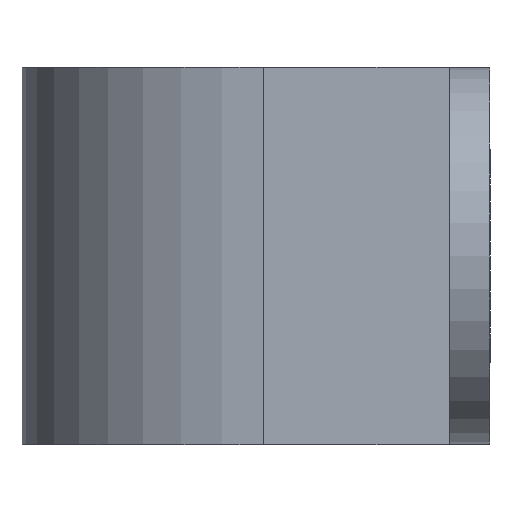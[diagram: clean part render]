
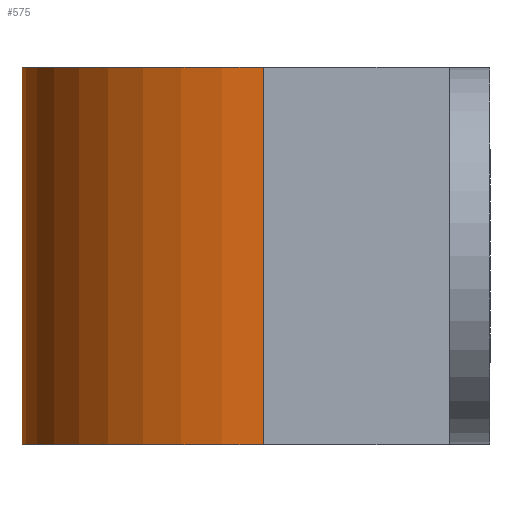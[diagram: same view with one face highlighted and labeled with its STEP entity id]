
A CAD part, left-side view. The second image highlights one B-rep face of the part: STEP entity #575.
In plain terms, the highlighted cylindrical face has radius 9.6 mm (diameter 19.2 mm), a partial arc.
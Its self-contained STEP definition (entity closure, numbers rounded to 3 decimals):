
#22 = CIRCLE ( 'NONE', #895, 9.6 ) ;
#80 = EDGE_CURVE ( 'NONE', #609, #830, #22, .T. ) ;
#86 = ORIENTED_EDGE ( 'NONE', *, *, #277, .T. ) ;
#119 = CARTESIAN_POINT ( 'NONE',  ( 0., 9., 7.5 ) ) ;
#123 = CARTESIAN_POINT ( 'NONE',  ( 9.6, 9., 7.5 ) ) ;
#139 = ORIENTED_EDGE ( 'NONE', *, *, #80, .F. ) ;
#181 = ORIENTED_EDGE ( 'NONE', *, *, #849, .F. ) ;
#182 = EDGE_CURVE ( 'NONE', #760, #499, #478, .T. ) ;
#191 = DIRECTION ( 'NONE',  ( 0., 0., -1. ) ) ;
#271 = EDGE_LOOP ( 'NONE', ( #857, #181, #139, #86 ) ) ;
#277 = EDGE_CURVE ( 'NONE', #609, #760, #697, .T. ) ;
#309 = VECTOR ( 'NONE', #898, 1000. ) ;
#348 = DIRECTION ( 'NONE',  ( 1., 0., 0. ) ) ;
#419 = AXIS2_PLACEMENT_3D ( 'NONE', #560, #631, #348 ) ;
#478 = CIRCLE ( 'NONE', #419, 9.6 ) ;
#479 = CARTESIAN_POINT ( 'NONE',  ( 9.6, 9., 7.5 ) ) ;
#494 = CARTESIAN_POINT ( 'NONE',  ( -9.6, 9., -7.5 ) ) ;
#496 = VECTOR ( 'NONE', #191, 1000. ) ;
#499 = VERTEX_POINT ( 'NONE', #494 ) ;
#529 = CARTESIAN_POINT ( 'NONE',  ( -9.6, 9., 7.5 ) ) ;
#542 = DIRECTION ( 'NONE',  ( -1., 0., 0. ) ) ;
#554 = CARTESIAN_POINT ( 'NONE',  ( 0., 9., 7.5 ) ) ;
#560 = CARTESIAN_POINT ( 'NONE',  ( 0., 9., -7.5 ) ) ;
#575 = ADVANCED_FACE ( 'NONE', ( #817 ), #832, .T. ) ;
#607 = DIRECTION ( 'NONE',  ( 0., 0., -1. ) ) ;
#609 = VERTEX_POINT ( 'NONE', #479 ) ;
#631 = DIRECTION ( 'NONE',  ( 0., 0., 1. ) ) ;
#663 = CARTESIAN_POINT ( 'NONE',  ( -9.6, 9., 7.5 ) ) ;
#697 = LINE ( 'NONE', #123, #309 ) ;
#741 = DIRECTION ( 'NONE',  ( 0., 0., 1. ) ) ;
#760 = VERTEX_POINT ( 'NONE', #868 ) ;
#813 = LINE ( 'NONE', #529, #496 ) ;
#817 = FACE_OUTER_BOUND ( 'NONE', #271, .T. ) ;
#829 = AXIS2_PLACEMENT_3D ( 'NONE', #554, #607, #884 ) ;
#830 = VERTEX_POINT ( 'NONE', #663 ) ;
#832 = CYLINDRICAL_SURFACE ( 'NONE', #829, 9.6 ) ;
#849 = EDGE_CURVE ( 'NONE', #830, #499, #813, .T. ) ;
#857 = ORIENTED_EDGE ( 'NONE', *, *, #182, .T. ) ;
#868 = CARTESIAN_POINT ( 'NONE',  ( 9.6, 9., -7.5 ) ) ;
#884 = DIRECTION ( 'NONE',  ( -1., 0., 0. ) ) ;
#895 = AXIS2_PLACEMENT_3D ( 'NONE', #119, #741, #542 ) ;
#898 = DIRECTION ( 'NONE',  ( 0., 0., -1. ) ) ;
